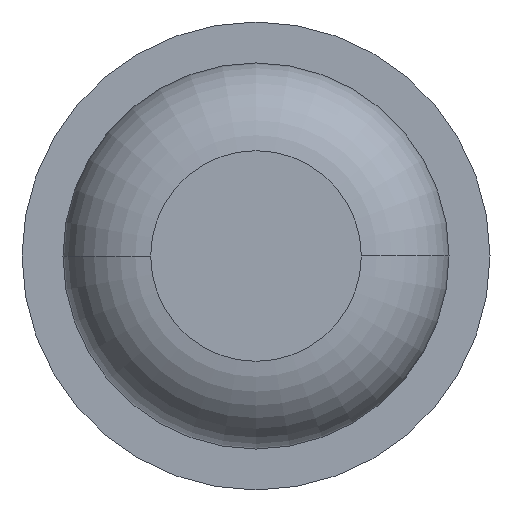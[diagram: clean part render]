
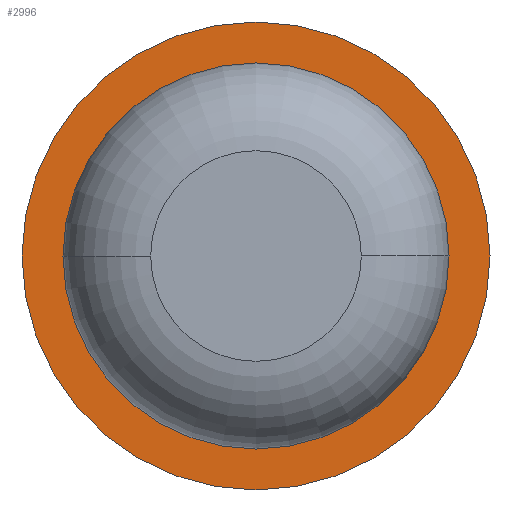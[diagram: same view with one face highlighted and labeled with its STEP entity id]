
A CAD part, front view. The second image highlights one B-rep face of the part: STEP entity #2996.
In plain terms, the highlighted planar face has unit normal (0, -1, 0).
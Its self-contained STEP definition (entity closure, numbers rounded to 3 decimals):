
#126 = EDGE_LOOP ( 'NONE', ( #1601, #4869 ) ) ;
#252 = VERTEX_POINT ( 'NONE', #4854 ) ;
#268 = DIRECTION ( 'NONE',  ( 0., 1., 0. ) ) ;
#356 = VERTEX_POINT ( 'NONE', #1905 ) ;
#363 = AXIS2_PLACEMENT_3D ( 'NONE', #3057, #3436, #3421 ) ;
#614 = CIRCLE ( 'NONE', #363, 1. ) ;
#1429 = CIRCLE ( 'NONE', #2315, 0.825 ) ;
#1476 = DIRECTION ( 'NONE',  ( 0., 1., 0. ) ) ;
#1601 = ORIENTED_EDGE ( 'NONE', *, *, #3980, .F. ) ;
#1861 = EDGE_CURVE ( 'Defeature ausgef�hrt1_35+Defeature ausgef�hrt1_34+Defeature ausgef�hrt1_34+Defeature ausgef�hrt1_34', #252, #356, #614, .T. ) ;
#1880 = CARTESIAN_POINT ( 'NONE',  ( 0., -6., 0. ) ) ;
#1905 = CARTESIAN_POINT ( 'NONE',  ( -1., -6., 0. ) ) ;
#2170 = DIRECTION ( 'NONE',  ( 0., 1., 0. ) ) ;
#2198 = ORIENTED_EDGE ( 'NONE', *, *, #3816, .T. ) ;
#2205 = ORIENTED_EDGE ( 'NONE', *, *, #4586, .T. ) ;
#2315 = AXIS2_PLACEMENT_3D ( 'NONE', #4621, #3509, #3867 ) ;
#2493 = EDGE_LOOP ( 'NONE', ( #2198, #2205 ) ) ;
#2579 = VERTEX_POINT ( 'NONE', #4881 ) ;
#2653 = AXIS2_PLACEMENT_3D ( 'NONE', #1880, #1476, #4667 ) ;
#2722 = FACE_OUTER_BOUND ( 'NONE', #126, .T. ) ;
#2849 = CIRCLE ( 'NONE', #2653, 1. ) ;
#2996 = ADVANCED_FACE ( 'Defeature ausgef�hrt1_34', ( #2722, #3804 ), #4788, .F. ) ;
#3022 = DIRECTION ( 'NONE',  ( -1., 0., 0. ) ) ;
#3037 = VERTEX_POINT ( 'NONE', #3386 ) ;
#3057 = CARTESIAN_POINT ( 'NONE',  ( 0., -6., 0. ) ) ;
#3063 = AXIS2_PLACEMENT_3D ( 'NONE', #4086, #2170, #3323 ) ;
#3207 = CIRCLE ( 'NONE', #3063, 0.825 ) ;
#3323 = DIRECTION ( 'NONE',  ( -1., 0., 0. ) ) ;
#3386 = CARTESIAN_POINT ( 'NONE',  ( -0.825, -6., 0. ) ) ;
#3421 = DIRECTION ( 'NONE',  ( -1., 0., 0. ) ) ;
#3436 = DIRECTION ( 'NONE',  ( 0., 1., 0. ) ) ;
#3509 = DIRECTION ( 'NONE',  ( 0., 1., 0. ) ) ;
#3584 = AXIS2_PLACEMENT_3D ( 'NONE', #3763, #268, #3022 ) ;
#3763 = CARTESIAN_POINT ( 'NONE',  ( 0.825, -6., 0. ) ) ;
#3804 = FACE_BOUND ( 'NONE', #2493, .T. ) ;
#3816 = EDGE_CURVE ( 'Defeature ausgef�hrt1_34+Defeature ausgef�hrt1_29+Defeature ausgef�hrt1_29+Defeature ausgef�hrt1_29', #3037, #2579, #1429, .T. ) ;
#3867 = DIRECTION ( 'NONE',  ( -1., 0., 0. ) ) ;
#3980 = EDGE_CURVE ( 'Defeature ausgef�hrt1_35+Defeature ausgef�hrt1_34+Defeature ausgef�hrt1_34+Defeature ausgef�hrt1_34', #356, #252, #2849, .T. ) ;
#4086 = CARTESIAN_POINT ( 'NONE',  ( 0., -6., 0. ) ) ;
#4586 = EDGE_CURVE ( 'Defeature ausgef�hrt1_34+Defeature ausgef�hrt1_29+Defeature ausgef�hrt1_29+Defeature ausgef�hrt1_29', #2579, #3037, #3207, .T. ) ;
#4621 = CARTESIAN_POINT ( 'NONE',  ( 0., -6., 0. ) ) ;
#4667 = DIRECTION ( 'NONE',  ( -1., 0., 0. ) ) ;
#4788 = PLANE ( 'NONE',  #3584 ) ;
#4854 = CARTESIAN_POINT ( 'NONE',  ( 1., -6., 0. ) ) ;
#4869 = ORIENTED_EDGE ( 'NONE', *, *, #1861, .F. ) ;
#4881 = CARTESIAN_POINT ( 'NONE',  ( 0.825, -6., 0. ) ) ;
